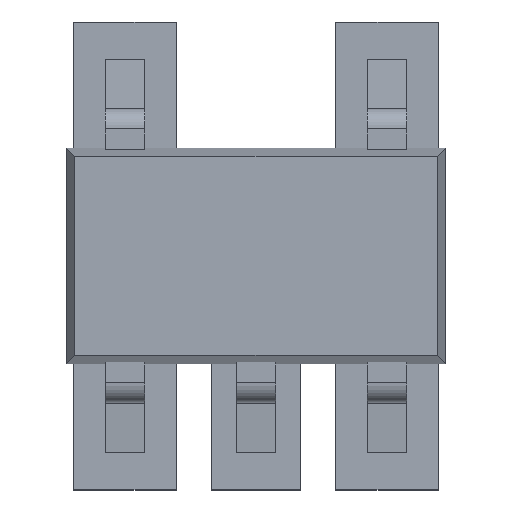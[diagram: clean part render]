
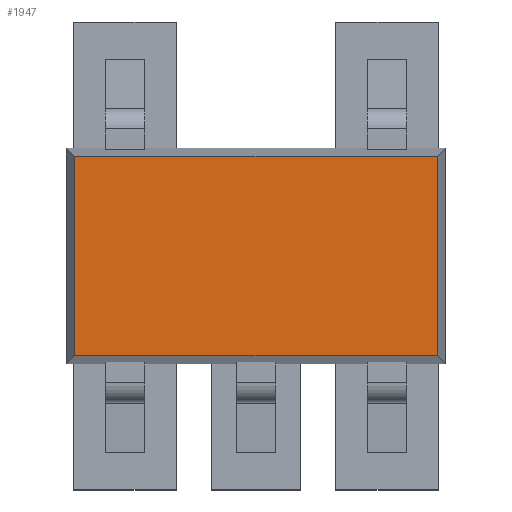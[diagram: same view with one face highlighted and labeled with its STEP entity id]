
A CAD part, top view. The second image highlights one B-rep face of the part: STEP entity #1947.
In plain terms, the highlighted planar face has unit normal (0, 0, 1).
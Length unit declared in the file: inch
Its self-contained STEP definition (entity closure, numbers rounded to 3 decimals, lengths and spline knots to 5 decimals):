
#49 = VECTOR ( 'NONE', #383, 39.37008 ) ;
#102 = CARTESIAN_POINT ( 'NONE',  ( -0.05459, 0.02998, 0.04631 ) ) ;
#167 = EDGE_CURVE ( 'NONE', #1572, #2461, #2569, .T. ) ;
#326 = CARTESIAN_POINT ( 'NONE',  ( 0.05459, -0.02998, 0.04631 ) ) ;
#383 = DIRECTION ( 'NONE',  ( -1., 0., 0. ) ) ;
#549 = EDGE_LOOP ( 'NONE', ( #2479, #2744, #3214, #1177 ) ) ;
#585 = VECTOR ( 'NONE', #2350, 39.37008 ) ;
#744 = CARTESIAN_POINT ( 'NONE',  ( 0.05459, -0.02998, 0.04631 ) ) ;
#869 = CARTESIAN_POINT ( 'NONE',  ( -0.05459, -0.02998, 0.04631 ) ) ;
#881 = VECTOR ( 'NONE', #1949, 39.37008 ) ;
#966 = CARTESIAN_POINT ( 'NONE',  ( 0.05459, 0.02998, 0.04631 ) ) ;
#1078 = LINE ( 'NONE', #102, #585 ) ;
#1103 = DIRECTION ( 'NONE',  ( 1., 0., 0. ) ) ;
#1177 = ORIENTED_EDGE ( 'NONE', *, *, #2096, .T. ) ;
#1259 = EDGE_CURVE ( 'NONE', #2714, #3272, #1078, .T. ) ;
#1334 = DIRECTION ( 'NONE',  ( 0., 1., 0. ) ) ;
#1523 = PLANE ( 'NONE',  #3292 ) ;
#1572 = VERTEX_POINT ( 'NONE', #744 ) ;
#1635 = LINE ( 'NONE', #2656, #49 ) ;
#1744 = LINE ( 'NONE', #2997, #881 ) ;
#1947 = ADVANCED_FACE ( 'NONE', ( #2539 ), #1523, .T. ) ;
#1949 = DIRECTION ( 'NONE',  ( 1., 0., 0. ) ) ;
#2096 = EDGE_CURVE ( 'NONE', #3272, #1572, #1744, .T. ) ;
#2350 = DIRECTION ( 'NONE',  ( 0., -1., 0. ) ) ;
#2461 = VERTEX_POINT ( 'NONE', #966 ) ;
#2479 = ORIENTED_EDGE ( 'NONE', *, *, #167, .T. ) ;
#2539 = FACE_OUTER_BOUND ( 'NONE', #549, .T. ) ;
#2569 = LINE ( 'NONE', #326, #2625 ) ;
#2588 = CARTESIAN_POINT ( 'NONE',  ( -0.05459, 0.02998, 0.04631 ) ) ;
#2625 = VECTOR ( 'NONE', #1334, 39.37008 ) ;
#2656 = CARTESIAN_POINT ( 'NONE',  ( 0.05459, 0.02998, 0.04631 ) ) ;
#2690 = DIRECTION ( 'NONE',  ( 0., 0., 1. ) ) ;
#2714 = VERTEX_POINT ( 'NONE', #2588 ) ;
#2744 = ORIENTED_EDGE ( 'NONE', *, *, #2938, .T. ) ;
#2915 = CARTESIAN_POINT ( 'NONE',  ( 0., 0., 0.04631 ) ) ;
#2938 = EDGE_CURVE ( 'NONE', #2461, #2714, #1635, .T. ) ;
#2997 = CARTESIAN_POINT ( 'NONE',  ( -0.05459, -0.02998, 0.04631 ) ) ;
#3214 = ORIENTED_EDGE ( 'NONE', *, *, #1259, .T. ) ;
#3272 = VERTEX_POINT ( 'NONE', #869 ) ;
#3292 = AXIS2_PLACEMENT_3D ( 'NONE', #2915, #2690, #1103 ) ;
